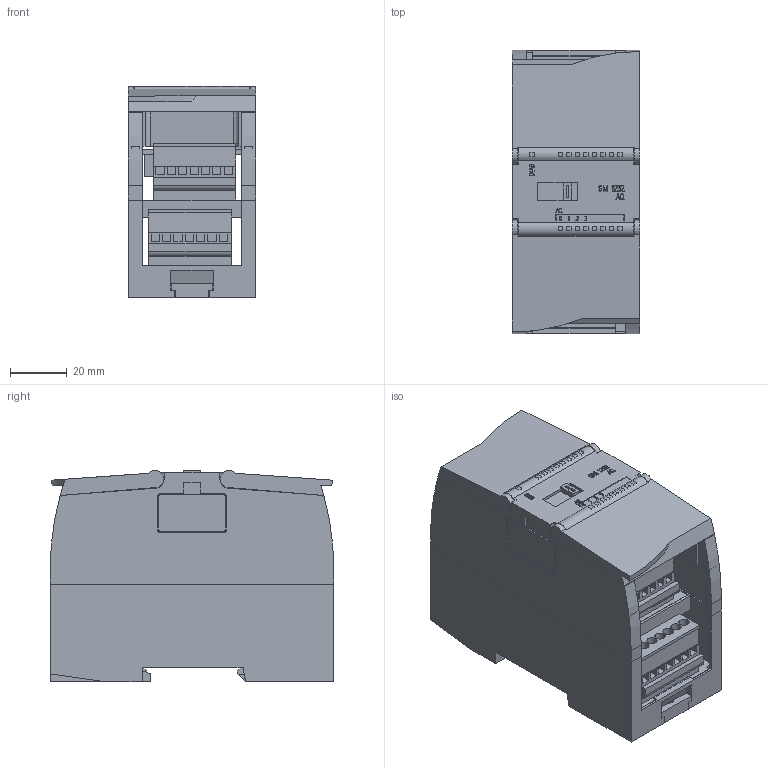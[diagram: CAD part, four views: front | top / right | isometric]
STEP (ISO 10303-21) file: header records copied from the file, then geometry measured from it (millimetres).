
FILE_DESCRIPTION(/* description */ (''),/* implementation_level */ '2;1');
FILE_NAME(/* name */ '6es72324hd320xb0_001_3d.stp',/* time_stamp */ '2013-02-12T14:34:47+01:00',/* author */ ('D.Nagy'),/* organization */ ('Siemens'),/* preprocessor_version */ 'ST-DEVELOPER v11',/* originating_system */ 'SIEMENS PLM Software NX 7.5',/* authorisation */ '');
FILE_SCHEMA (('AUTOMOTIVE_DESIGN { 1 0 10303 214 1 1 1 1 }'));
Products named in the file (4): A5E30160608A_001; A5E31865881A_001; A5E30160601A_001; A5E31865895A_001
Assembly tree (4 placements, depth 2):
  A5E31865895A_001
    A5E30160601A_001
    A5E31865881A_001
    A5E30160608A_001  x2
Bounding box: 45 x 100 x 74.67 mm (x, y, z)
Volume: 133616.2 mm3; surface area: 95777.3 mm2
Topology: 145 solids, 145 shells, 1936 faces, 4736 edges, 3159 vertices
Faces by surface type: plane 1551, extrusion 309, cylinder 76
Full cylindrical faces by diameter (mm): 2 x8, 3.63 x28, 4 x2
Entity records: 70086 total; most frequent: CARTESIAN_POINT 24034, ORIENTED_EDGE 9274, DIRECTION 8025, EDGE_CURVE 4637, VECTOR 4181, LINE 3872, VERTEX_POINT 3131, EDGE_LOOP 2136
